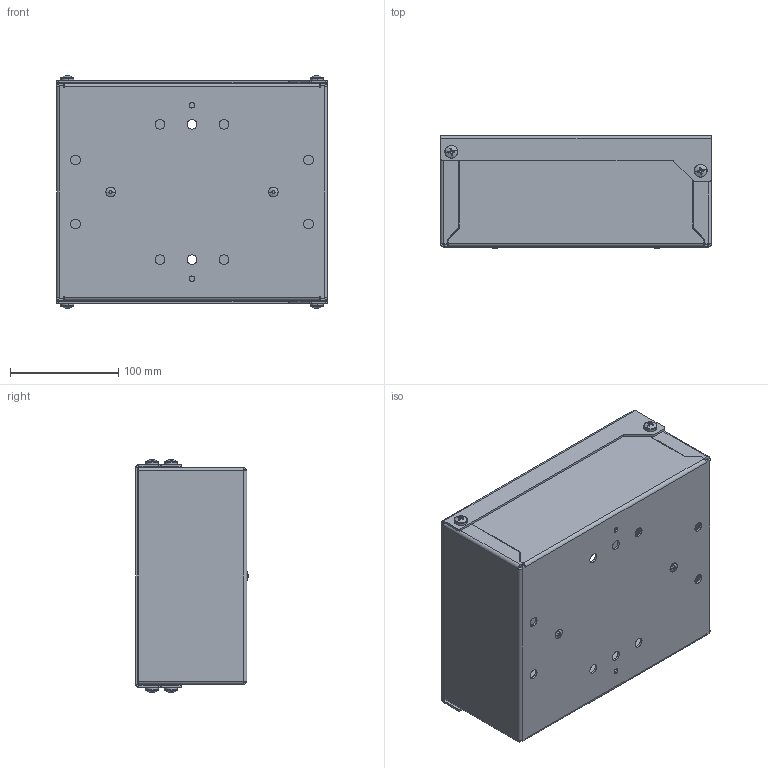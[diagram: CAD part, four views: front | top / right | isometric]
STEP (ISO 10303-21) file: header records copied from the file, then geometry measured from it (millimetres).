
FILE_DESCRIPTION (( 'STEP AP203' ), '1' );
FILE_NAME ('T78240.STEP', '2018-09-12T14:58:18', ( '' ), ( '' ), 'SwSTEP 2.0', 'SolidWorks 2016', '' );
FILE_SCHEMA (( 'CONFIG_CONTROL_DESIGN' ));
Length unit declared in the file: millimetre
Products named in the file (13): Pan Head Cross Recess Screw_Doughty Fastners - Black_BS EN ISO 7045 - M6 x 16 - Z - 16N; Hex Flange Nut GradeA_Doughty Fastners_BS EN ISO - 4161 - M6 - S; TH2398_T78215; F2005; T78240; F3014; S2970; F928; S3367_S3367 - 200LG; T78200; F599
Assembly tree (25 placements, depth 3):
  T78240
    TH2398_T78215
      TH2398_T78215
      S2970
    F2005  x2
    S3367_S3367 - 200LG
    Pan Head Cross Recess Screw_Doughty Fastners - Black_BS EN ISO 7045 - M6 x 16 - Z - 16N  x4
    T78200
      T78200
      S2970
      F3014  x4
    F928  x2
    F599  x4
    Hex Flange Nut GradeA_Doughty Fastners_BS EN ISO - 4161 - M6 - S  x2
Bounding box: 250 x 104 x 214.47 mm (x, y, z)
Volume: 378431.5 mm3; surface area: 397643.5 mm2
Topology: 23 solids, 23 shells, 970 faces, 2444 edges, 1528 vertices
Faces by surface type: cylinder 386, plane 384, cone 144, torus 36, bspline 12, sphere 8
Entity records: 17830 total; most frequent: CARTESIAN_POINT 2993, DIRECTION 2907, ORIENTED_EDGE 2630, EDGE_CURVE 1315, AXIS2_PLACEMENT_3D 1087, VERTEX_POINT 819, VECTOR 733, LINE 733
